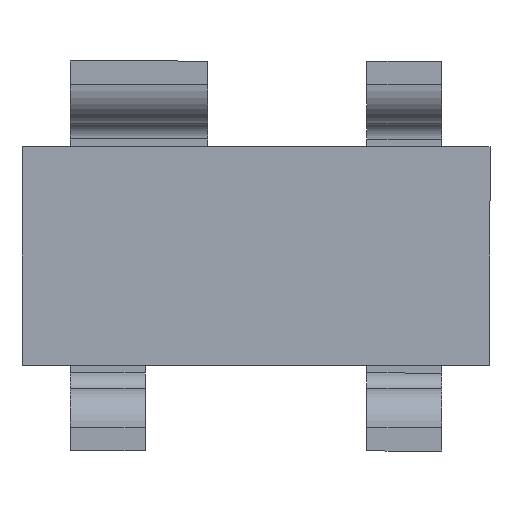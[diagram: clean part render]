
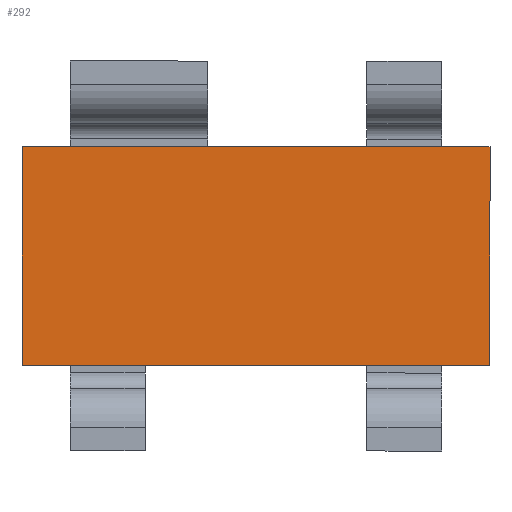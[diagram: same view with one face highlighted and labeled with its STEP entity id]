
A CAD part, front view. The second image highlights one B-rep face of the part: STEP entity #292.
In plain terms, the highlighted planar face has unit normal (0, -1, 0).
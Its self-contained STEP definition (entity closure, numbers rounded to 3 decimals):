
#39 = EDGE_CURVE ( 'NONE', #257, #265, #634, .T. ) ;
#49 = EDGE_CURVE ( 'NONE', #272, #257, #764, .T. ) ;
#211 = EDGE_CURVE ( 'NONE', #265, #264, #1079, .T. ) ;
#220 = ORIENTED_EDGE ( 'NONE', *, *, #49, .F. ) ;
#249 = ORIENTED_EDGE ( 'NONE', *, *, #39, .F. ) ;
#257 = VERTEX_POINT ( 'NONE', #1503 ) ;
#263 = EDGE_CURVE ( 'NONE', #264, #272, #1498, .T. ) ;
#264 = VERTEX_POINT ( 'NONE', #1494 ) ;
#265 = VERTEX_POINT ( 'NONE', #1493 ) ;
#272 = VERTEX_POINT ( 'NONE', #1328 ) ;
#288 = ORIENTED_EDGE ( 'NONE', *, *, #263, .F. ) ;
#289 = ORIENTED_EDGE ( 'NONE', *, *, #211, .F. ) ;
#292 = ADVANCED_FACE ( 'NONE', ( #1308 ), #1356, .T. ) ;
#293 = EDGE_LOOP ( 'NONE', ( #220, #288, #289, #249 ) ) ;
#631 = DIRECTION ( 'NONE',  ( 1., 0., 0. ) ) ;
#632 = VECTOR ( 'NONE', #631, 1000. ) ;
#633 = CARTESIAN_POINT ( 'NONE',  ( 0., 0., 0. ) ) ;
#634 = LINE ( 'NONE', #633, #632 ) ;
#761 = DIRECTION ( 'NONE',  ( 0., 0., 1. ) ) ;
#762 = VECTOR ( 'NONE', #761, 1000. ) ;
#763 = CARTESIAN_POINT ( 'NONE',  ( 0., 0., 0. ) ) ;
#764 = LINE ( 'NONE', #763, #762 ) ;
#1076 = DIRECTION ( 'NONE',  ( 0., 0., -1. ) ) ;
#1077 = VECTOR ( 'NONE', #1076, 1000. ) ;
#1078 = CARTESIAN_POINT ( 'NONE',  ( 3., 0., 0. ) ) ;
#1079 = LINE ( 'NONE', #1078, #1077 ) ;
#1308 = FACE_OUTER_BOUND ( 'NONE', #293, .T. ) ;
#1328 = CARTESIAN_POINT ( 'NONE',  ( 0., 0., -1.4 ) ) ;
#1352 = DIRECTION ( 'NONE',  ( 0., 0., -1. ) ) ;
#1353 = DIRECTION ( 'NONE',  ( 0., -1., 0. ) ) ;
#1354 = CARTESIAN_POINT ( 'NONE',  ( 0., 0., -1.4 ) ) ;
#1355 = AXIS2_PLACEMENT_3D ( 'NONE', #1354, #1353, #1352 ) ;
#1356 = PLANE ( 'NONE',  #1355 ) ;
#1493 = CARTESIAN_POINT ( 'NONE',  ( 3., 0., 0. ) ) ;
#1494 = CARTESIAN_POINT ( 'NONE',  ( 3., 0., -1.4 ) ) ;
#1495 = DIRECTION ( 'NONE',  ( -1., 0., 0. ) ) ;
#1496 = VECTOR ( 'NONE', #1495, 1000. ) ;
#1497 = CARTESIAN_POINT ( 'NONE',  ( 0., 0., -1.4 ) ) ;
#1498 = LINE ( 'NONE', #1497, #1496 ) ;
#1503 = CARTESIAN_POINT ( 'NONE',  ( 0., 0., 0. ) ) ;
